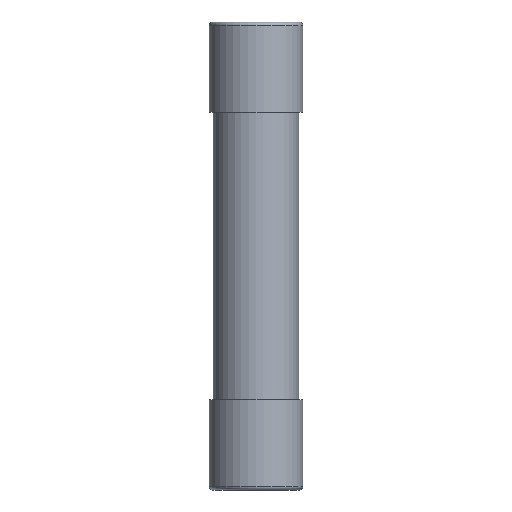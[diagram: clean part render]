
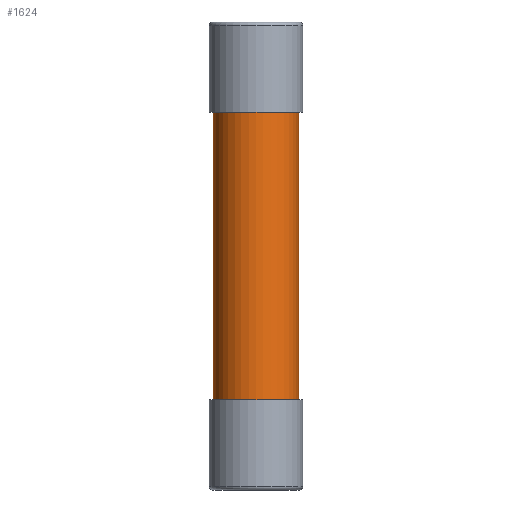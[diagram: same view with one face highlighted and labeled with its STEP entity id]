
A CAD part, front view. The second image highlights one B-rep face of the part: STEP entity #1624.
In plain terms, the highlighted cylindrical face has radius 2.908 mm (diameter 5.817 mm), a partial arc.
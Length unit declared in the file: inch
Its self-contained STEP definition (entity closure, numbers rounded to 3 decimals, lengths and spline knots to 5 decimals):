
#1624 = ADVANCED_FACE ( 'NONE', ( #9725 ), #7892, .T. ) ;
#1625 = EDGE_LOOP ( 'NONE', ( #1626, #1627, #1726, #1727 ) ) ;
#1626 = ORIENTED_EDGE ( 'NONE', *, *, #1746, .F. ) ;
#1627 = ORIENTED_EDGE ( 'NONE', *, *, #1629, .F. ) ;
#1629 = EDGE_CURVE ( 'NONE', #1642, #1641, #10163, .T. ) ;
#1636 = EDGE_CURVE ( 'NONE', #1761, #1747, #10184, .T. ) ;
#1641 = VERTEX_POINT ( 'NONE', #10172 ) ;
#1642 = VERTEX_POINT ( 'NONE', #10171 ) ;
#1647 = EDGE_CURVE ( 'NONE', #1642, #1761, #10200, .T. ) ;
#1726 = ORIENTED_EDGE ( 'NONE', *, *, #1647, .T. ) ;
#1727 = ORIENTED_EDGE ( 'NONE', *, *, #1636, .T. ) ;
#1746 = EDGE_CURVE ( 'NONE', #1641, #1747, #2059, .T. ) ;
#1747 = VERTEX_POINT ( 'NONE', #2191 ) ;
#1761 = VERTEX_POINT ( 'NONE', #2177 ) ;
#2056 = DIRECTION ( 'NONE',  ( 0., 0., -1. ) ) ;
#2057 = VECTOR ( 'NONE', #2056, 39.37008 ) ;
#2058 = CARTESIAN_POINT ( 'NONE',  ( 0.1145, 0., 1.235 ) ) ;
#2059 = LINE ( 'NONE', #2058, #2057 ) ;
#2177 = CARTESIAN_POINT ( 'NONE',  ( -0.1145, 0., 0.001 ) ) ;
#2191 = CARTESIAN_POINT ( 'NONE',  ( 0.1145, 0., 0.001 ) ) ;
#7891 = AXIS2_PLACEMENT_3D ( 'NONE', #7893, #9712, #10144 ) ;
#7892 = CYLINDRICAL_SURFACE ( 'NONE', #7891, 0.1145 ) ;
#7893 = CARTESIAN_POINT ( 'NONE',  ( 0., 0., 1.235 ) ) ;
#9712 = DIRECTION ( 'NONE',  ( 0., 0., -1. ) ) ;
#9725 = FACE_OUTER_BOUND ( 'NONE', #1625, .T. ) ;
#10144 = DIRECTION ( 'NONE',  ( -1., 0., 0. ) ) ;
#10161 = CARTESIAN_POINT ( 'NONE',  ( 0., 0., 1.235 ) ) ;
#10162 = AXIS2_PLACEMENT_3D ( 'NONE', #10161, #10164, #10165 ) ;
#10163 = CIRCLE ( 'NONE', #10162, 0.1145 ) ;
#10164 = DIRECTION ( 'NONE',  ( 0., 0., 1. ) ) ;
#10165 = DIRECTION ( 'NONE',  ( 1., 0., 0. ) ) ;
#10170 = DIRECTION ( 'NONE',  ( 1., 0., 0. ) ) ;
#10171 = CARTESIAN_POINT ( 'NONE',  ( -0.1145, 0., 1.235 ) ) ;
#10172 = CARTESIAN_POINT ( 'NONE',  ( 0.1145, 0., 1.235 ) ) ;
#10184 = CIRCLE ( 'NONE', #10204, 0.1145 ) ;
#10197 = DIRECTION ( 'NONE',  ( 0., 0., -1. ) ) ;
#10198 = VECTOR ( 'NONE', #10197, 39.37008 ) ;
#10199 = CARTESIAN_POINT ( 'NONE',  ( -0.1145, 0., 1.235 ) ) ;
#10200 = LINE ( 'NONE', #10199, #10198 ) ;
#10202 = DIRECTION ( 'NONE',  ( 0., 0., 1. ) ) ;
#10203 = CARTESIAN_POINT ( 'NONE',  ( 0., 0., 0.001 ) ) ;
#10204 = AXIS2_PLACEMENT_3D ( 'NONE', #10203, #10202, #10170 ) ;
